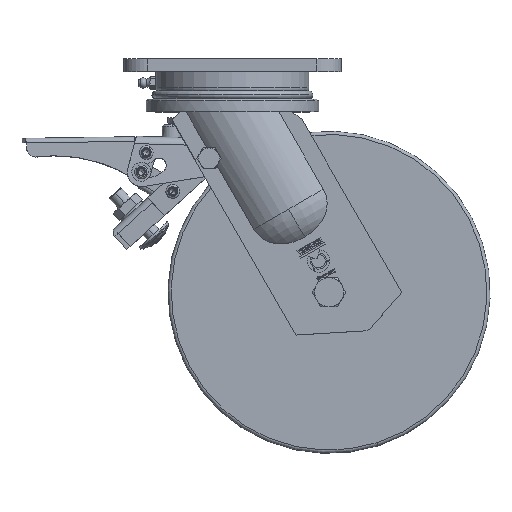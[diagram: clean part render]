
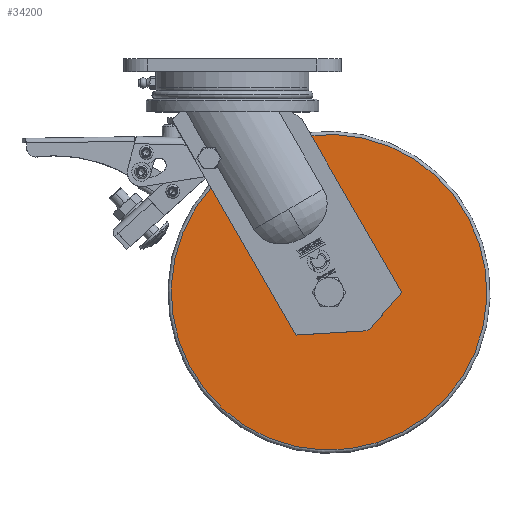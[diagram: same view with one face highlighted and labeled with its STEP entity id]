
A CAD part, top view. The second image highlights one B-rep face of the part: STEP entity #34200.
In plain terms, the highlighted planar face has unit normal (0, 0, 1).
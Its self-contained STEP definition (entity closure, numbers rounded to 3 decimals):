
#3801 = CIRCLE ( 'NONE', #29733, 98. ) ;
#4661 = CARTESIAN_POINT ( 'NONE',  ( 53.985, -145., -60.987 ) ) ;
#4672 = DIRECTION ( 'NONE',  ( 0.304, -0.953, 0. ) ) ;
#7105 = CIRCLE ( 'NONE', #26000, 23.5 ) ;
#9757 = DIRECTION ( 'NONE',  ( 0.304, -0.953, 0. ) ) ;
#11083 = DIRECTION ( 'NONE',  ( 0., 0., -1. ) ) ;
#11842 = EDGE_CURVE ( 'NONE', #63898, #12798, #3801, .T. ) ;
#12416 = CARTESIAN_POINT ( 'NONE',  ( 53.985, -145., -60.987 ) ) ;
#12464 = CIRCLE ( 'NONE', #58744, 23.5 ) ;
#12798 = VERTEX_POINT ( 'NONE', #58372 ) ;
#13384 = DIRECTION ( 'NONE',  ( 0., 0., -1. ) ) ;
#15236 = EDGE_CURVE ( 'NONE', #42093, #55941, #7105, .T. ) ;
#17541 = DIRECTION ( 'NONE',  ( 0.304, -0.953, 0. ) ) ;
#18114 = ORIENTED_EDGE ( 'NONE', *, *, #20829, .T. ) ;
#18244 = CARTESIAN_POINT ( 'NONE',  ( 24.175, -51.644, -60.987 ) ) ;
#18296 = EDGE_LOOP ( 'NONE', ( #18114, #40998 ) ) ;
#20829 = EDGE_CURVE ( 'NONE', #12798, #63898, #49686, .T. ) ;
#21075 = PLANE ( 'NONE',  #33959 ) ;
#25200 = FACE_BOUND ( 'NONE', #42435, .T. ) ;
#26000 = AXIS2_PLACEMENT_3D ( 'NONE', #4661, #40192, #9757 ) ;
#29733 = AXIS2_PLACEMENT_3D ( 'NONE', #65335, #35128, #4672 ) ;
#30777 = EDGE_CURVE ( 'NONE', #55941, #42093, #12464, .T. ) ;
#33959 = AXIS2_PLACEMENT_3D ( 'NONE', #41488, #11083, #46582 ) ;
#34200 = ADVANCED_FACE ( 'NONE', ( #25200, #65540 ), #21075, .F. ) ;
#35128 = DIRECTION ( 'NONE',  ( 0., 0., 1. ) ) ;
#40192 = DIRECTION ( 'NONE',  ( 0., 0., -1. ) ) ;
#40998 = ORIENTED_EDGE ( 'NONE', *, *, #11842, .T. ) ;
#41488 = CARTESIAN_POINT ( 'NONE',  ( 53.985, -145., -60.987 ) ) ;
#42093 = VERTEX_POINT ( 'NONE', #64633 ) ;
#42435 = EDGE_LOOP ( 'NONE', ( #64387, #61112 ) ) ;
#43834 = CARTESIAN_POINT ( 'NONE',  ( 53.985, -145., -60.987 ) ) ;
#44938 = AXIS2_PLACEMENT_3D ( 'NONE', #12416, #47939, #17541 ) ;
#46582 = DIRECTION ( 'NONE',  ( 0.304, -0.953, 0. ) ) ;
#47939 = DIRECTION ( 'NONE',  ( 0., 0., 1. ) ) ;
#48936 = DIRECTION ( 'NONE',  ( 0.304, -0.953, 0. ) ) ;
#49686 = CIRCLE ( 'NONE', #44938, 98. ) ;
#55941 = VERTEX_POINT ( 'NONE', #60376 ) ;
#58372 = CARTESIAN_POINT ( 'NONE',  ( 83.795, -238.356, -60.987 ) ) ;
#58744 = AXIS2_PLACEMENT_3D ( 'NONE', #43834, #13384, #48936 ) ;
#60376 = CARTESIAN_POINT ( 'NONE',  ( 61.133, -167.386, -60.987 ) ) ;
#61112 = ORIENTED_EDGE ( 'NONE', *, *, #15236, .T. ) ;
#63898 = VERTEX_POINT ( 'NONE', #18244 ) ;
#64387 = ORIENTED_EDGE ( 'NONE', *, *, #30777, .T. ) ;
#64633 = CARTESIAN_POINT ( 'NONE',  ( 46.836, -122.614, -60.987 ) ) ;
#65335 = CARTESIAN_POINT ( 'NONE',  ( 53.985, -145., -60.987 ) ) ;
#65540 = FACE_OUTER_BOUND ( 'NONE', #18296, .T. ) ;
